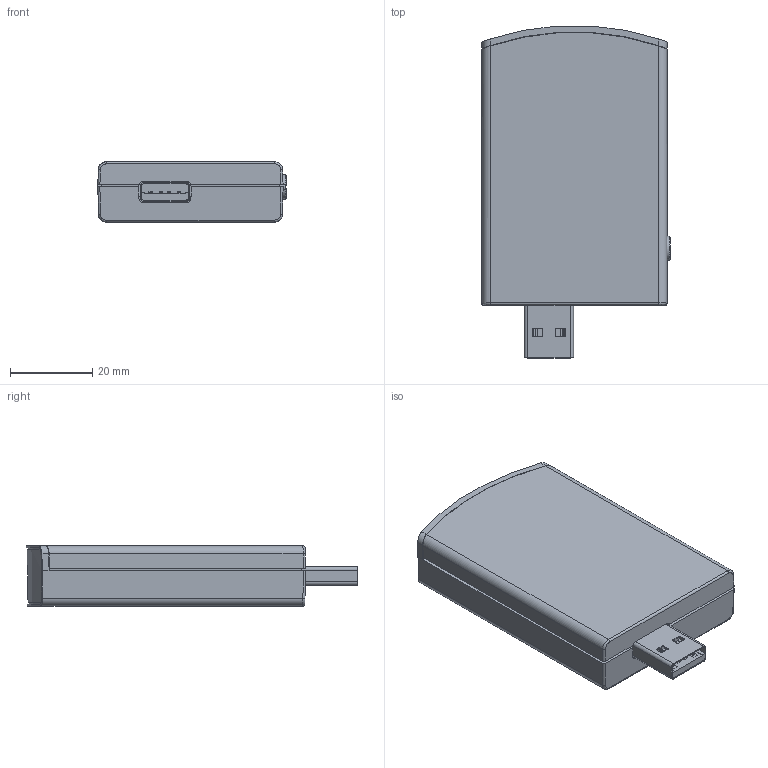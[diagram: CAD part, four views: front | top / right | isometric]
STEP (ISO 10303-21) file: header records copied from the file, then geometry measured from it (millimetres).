
FILE_DESCRIPTION((''),'2;1');
FILE_NAME('IJOEY_ASSY_REVA_ASM','2013-01-30T',('Antonio'),(''),'PRO/ENGINEER BY PARAMETRIC TECHNOLOGY CORPORATION, 2010140','PRO/ENGINEER BY PARAMETRIC TECHNOLOGY CORPORATION, 2010140','');
FILE_SCHEMA(('CONFIG_CONTROL_DESIGN'));
Length unit declared in the file: millimetre
Products named in the file (9): IJOEY_PCB_REVZ01; USB-AM-S-X-X-TH; SJ-43514; IJOEY_PCBA_REVZ01_ASM; IJOEY_TOP_REVA; IJOEY_BOTTOM_REVA; M2_SCREW_91698A206; IJOEY_LABEL_REVA; IJOEY_ASSY_REVA_ASM
Assembly tree (11 placements, depth 3):
  IJOEY_ASSY_REVA_ASM
    IJOEY_PCBA_REVZ01_ASM
      IJOEY_PCB_REVZ01
      USB-AM-S-X-X-TH
      SJ-43514
    IJOEY_TOP_REVA
    IJOEY_BOTTOM_REVA
    M2_SCREW_91698A206  x4
    IJOEY_LABEL_REVA
Bounding box: 45.87 x 80.87 x 14.68 mm (x, y, z)
Volume: 18557 mm3; surface area: 28097.3 mm2
Topology: 10 solids, 10 shells, 1004 faces, 2810 edges, 1843 vertices
Faces by surface type: plane 499, cylinder 316, cone 123, bspline 34, extrusion 22, sphere 8, torus 2
Entity records: 36545 total; most frequent: CARTESIAN_POINT 17117, ORIENTED_EDGE 4190, DIRECTION 3744, EDGE_CURVE 2095, VECTOR 1396, VERTEX_POINT 1381, LINE 1374, AXIS2_PLACEMENT_3D 1174
